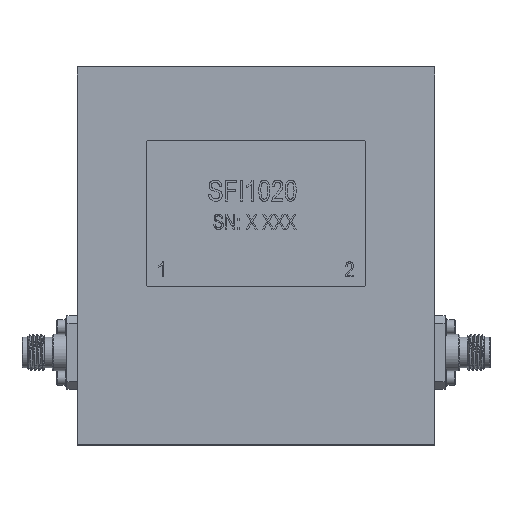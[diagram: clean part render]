
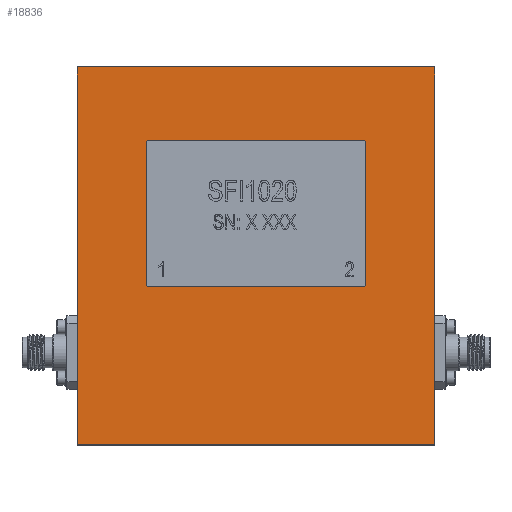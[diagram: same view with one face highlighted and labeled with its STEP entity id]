
A CAD part, top view. The second image highlights one B-rep face of the part: STEP entity #18836.
In plain terms, the highlighted planar face has unit normal (0, 0, 1).
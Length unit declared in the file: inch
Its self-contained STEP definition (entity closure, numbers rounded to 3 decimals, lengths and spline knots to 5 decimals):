
#335 = CIRCLE ( 'NONE', #3909, 0.02 ) ;
#1028 = CARTESIAN_POINT ( 'NONE',  ( 0.73, -0.19063, 0.57087 ) ) ;
#1677 = VECTOR ( 'NONE', #7054, 39.37008 ) ;
#1840 = DIRECTION ( 'NONE',  ( -1., 0., 0. ) ) ;
#2331 = CARTESIAN_POINT ( 'NONE',  ( 0.73, 0.76937, 0.57087 ) ) ;
#2353 = CARTESIAN_POINT ( 'NONE',  ( -0.75, 0.76937, 0.57087 ) ) ;
#2437 = CARTESIAN_POINT ( 'NONE',  ( -0.73, -0.21063, 0.57087 ) ) ;
#2599 = VERTEX_POINT ( 'NONE', #23783 ) ;
#2693 = EDGE_CURVE ( 'NONE', #21198, #2599, #4189, .T. ) ;
#2764 = AXIS2_PLACEMENT_3D ( 'NONE', #24837, #6076, #12380 ) ;
#2932 = DIRECTION ( 'NONE',  ( 0., -1., 0. ) ) ;
#3124 = VECTOR ( 'NONE', #15441, 39.37008 ) ;
#3722 = CIRCLE ( 'NONE', #2764, 0.02 ) ;
#3801 = EDGE_CURVE ( 'NONE', #2599, #18931, #4885, .T. ) ;
#3909 = AXIS2_PLACEMENT_3D ( 'NONE', #1028, #18368, #5501 ) ;
#4102 = CARTESIAN_POINT ( 'NONE',  ( 0., 0., 0.57087 ) ) ;
#4189 = LINE ( 'NONE', #25586, #5669 ) ;
#4363 = VERTEX_POINT ( 'NONE', #12653 ) ;
#4593 = CARTESIAN_POINT ( 'NONE',  ( -0.75, 0.76937, 0.57087 ) ) ;
#4721 = EDGE_LOOP ( 'NONE', ( #22591, #15486, #9980, #6411, #19792, #20721, #22189, #24117 ) ) ;
#4830 = CARTESIAN_POINT ( 'NONE',  ( 1.22047, -1.28937, 0.57087 ) ) ;
#4885 = LINE ( 'NONE', #11031, #13491 ) ;
#5501 = DIRECTION ( 'NONE',  ( -1., 0., 0. ) ) ;
#5569 = EDGE_CURVE ( 'NONE', #10368, #13532, #10676, .T. ) ;
#5669 = VECTOR ( 'NONE', #21251, 39.37008 ) ;
#5710 = VERTEX_POINT ( 'NONE', #27309 ) ;
#5905 = EDGE_CURVE ( 'NONE', #22930, #23592, #24192, .T. ) ;
#6076 = DIRECTION ( 'NONE',  ( 0., 0., 1. ) ) ;
#6113 = CIRCLE ( 'NONE', #20884, 0.02 ) ;
#6192 = EDGE_CURVE ( 'NONE', #13532, #22878, #24164, .T. ) ;
#6411 = ORIENTED_EDGE ( 'NONE', *, *, #6730, .F. ) ;
#6551 = DIRECTION ( 'NONE',  ( 0., 1., 0. ) ) ;
#6730 = EDGE_CURVE ( 'NONE', #5710, #8901, #6901, .T. ) ;
#6901 = LINE ( 'NONE', #2437, #3124 ) ;
#7054 = DIRECTION ( 'NONE',  ( 0., 1., 0. ) ) ;
#7241 = CARTESIAN_POINT ( 'NONE',  ( 0.75, -0.19063, 0.57087 ) ) ;
#8009 = AXIS2_PLACEMENT_3D ( 'NONE', #4102, #16436, #18794 ) ;
#8323 = DIRECTION ( 'NONE',  ( -1., 0., 0. ) ) ;
#8836 = LINE ( 'NONE', #17935, #24651 ) ;
#8901 = VERTEX_POINT ( 'NONE', #16742 ) ;
#9015 = EDGE_CURVE ( 'NONE', #23592, #10368, #6113, .T. ) ;
#9980 = ORIENTED_EDGE ( 'NONE', *, *, #26391, .F. ) ;
#10088 = DIRECTION ( 'NONE',  ( 0., 0., 1. ) ) ;
#10110 = EDGE_LOOP ( 'NONE', ( #20579, #11278, #26043, #22168 ) ) ;
#10368 = VERTEX_POINT ( 'NONE', #24654 ) ;
#10676 = LINE ( 'NONE', #12254, #15216 ) ;
#10981 = DIRECTION ( 'NONE',  ( 0., 0., 1. ) ) ;
#11031 = CARTESIAN_POINT ( 'NONE',  ( -1.22047, -1.28937, 0.57087 ) ) ;
#11278 = ORIENTED_EDGE ( 'NONE', *, *, #2693, .T. ) ;
#12233 = FACE_OUTER_BOUND ( 'NONE', #10110, .T. ) ;
#12254 = CARTESIAN_POINT ( 'NONE',  ( -0.73, 0.78937, 0.57087 ) ) ;
#12380 = DIRECTION ( 'NONE',  ( -1., 0., 0. ) ) ;
#12632 = FACE_BOUND ( 'NONE', #4721, .T. ) ;
#12653 = CARTESIAN_POINT ( 'NONE',  ( -0.75, -0.19063, 0.57087 ) ) ;
#12884 = EDGE_CURVE ( 'NONE', #22878, #4363, #22838, .T. ) ;
#13441 = VECTOR ( 'NONE', #6551, 39.37008 ) ;
#13491 = VECTOR ( 'NONE', #2932, 39.37008 ) ;
#13497 = EDGE_CURVE ( 'NONE', #18931, #25834, #8836, .T. ) ;
#13532 = VERTEX_POINT ( 'NONE', #19482 ) ;
#13695 = CARTESIAN_POINT ( 'NONE',  ( 1.22047, 1.28937, 0.57087 ) ) ;
#15216 = VECTOR ( 'NONE', #16986, 39.37008 ) ;
#15441 = DIRECTION ( 'NONE',  ( 1., 0., 0. ) ) ;
#15486 = ORIENTED_EDGE ( 'NONE', *, *, #5905, .F. ) ;
#15600 = LINE ( 'NONE', #24132, #1677 ) ;
#16436 = DIRECTION ( 'NONE',  ( 0., 0., -1. ) ) ;
#16742 = CARTESIAN_POINT ( 'NONE',  ( 0.73, -0.21063, 0.57087 ) ) ;
#16826 = CARTESIAN_POINT ( 'NONE',  ( 0.75, 0.76937, 0.57087 ) ) ;
#16986 = DIRECTION ( 'NONE',  ( -1., 0., 0. ) ) ;
#17194 = CARTESIAN_POINT ( 'NONE',  ( 0.75, 0.76937, 0.57087 ) ) ;
#17935 = CARTESIAN_POINT ( 'NONE',  ( -1.22047, -1.28937, 0.57087 ) ) ;
#18368 = DIRECTION ( 'NONE',  ( 0., 0., 1. ) ) ;
#18794 = DIRECTION ( 'NONE',  ( 0., -1., 0. ) ) ;
#18836 = ADVANCED_FACE ( 'NONE', ( #12233, #12632 ), #27452, .F. ) ;
#18931 = VERTEX_POINT ( 'NONE', #20807 ) ;
#19482 = CARTESIAN_POINT ( 'NONE',  ( -0.73, 0.78937, 0.57087 ) ) ;
#19568 = DIRECTION ( 'NONE',  ( 0., -1., 0. ) ) ;
#19792 = ORIENTED_EDGE ( 'NONE', *, *, #22139, .F. ) ;
#20579 = ORIENTED_EDGE ( 'NONE', *, *, #23340, .T. ) ;
#20721 = ORIENTED_EDGE ( 'NONE', *, *, #12884, .F. ) ;
#20807 = CARTESIAN_POINT ( 'NONE',  ( -1.22047, -1.28937, 0.57087 ) ) ;
#20884 = AXIS2_PLACEMENT_3D ( 'NONE', #2331, #10981, #8323 ) ;
#21198 = VERTEX_POINT ( 'NONE', #13695 ) ;
#21251 = DIRECTION ( 'NONE',  ( -1., 0., 0. ) ) ;
#21580 = DIRECTION ( 'NONE',  ( 1., 0., 0. ) ) ;
#22139 = EDGE_CURVE ( 'NONE', #4363, #5710, #3722, .T. ) ;
#22168 = ORIENTED_EDGE ( 'NONE', *, *, #13497, .T. ) ;
#22189 = ORIENTED_EDGE ( 'NONE', *, *, #6192, .F. ) ;
#22591 = ORIENTED_EDGE ( 'NONE', *, *, #9015, .F. ) ;
#22838 = LINE ( 'NONE', #4593, #26001 ) ;
#22878 = VERTEX_POINT ( 'NONE', #2353 ) ;
#22930 = VERTEX_POINT ( 'NONE', #7241 ) ;
#23340 = EDGE_CURVE ( 'NONE', #25834, #21198, #15600, .T. ) ;
#23592 = VERTEX_POINT ( 'NONE', #16826 ) ;
#23783 = CARTESIAN_POINT ( 'NONE',  ( -1.22047, 1.28937, 0.57087 ) ) ;
#24117 = ORIENTED_EDGE ( 'NONE', *, *, #5569, .F. ) ;
#24132 = CARTESIAN_POINT ( 'NONE',  ( 1.22047, -1.28937, 0.57087 ) ) ;
#24164 = CIRCLE ( 'NONE', #24611, 0.02 ) ;
#24192 = LINE ( 'NONE', #17194, #13441 ) ;
#24611 = AXIS2_PLACEMENT_3D ( 'NONE', #24928, #10088, #1840 ) ;
#24651 = VECTOR ( 'NONE', #21580, 39.37008 ) ;
#24654 = CARTESIAN_POINT ( 'NONE',  ( 0.73, 0.78937, 0.57087 ) ) ;
#24837 = CARTESIAN_POINT ( 'NONE',  ( -0.73, -0.19063, 0.57087 ) ) ;
#24928 = CARTESIAN_POINT ( 'NONE',  ( -0.73, 0.76937, 0.57087 ) ) ;
#25586 = CARTESIAN_POINT ( 'NONE',  ( -1.22047, 1.28937, 0.57087 ) ) ;
#25834 = VERTEX_POINT ( 'NONE', #4830 ) ;
#26001 = VECTOR ( 'NONE', #19568, 39.37008 ) ;
#26043 = ORIENTED_EDGE ( 'NONE', *, *, #3801, .T. ) ;
#26391 = EDGE_CURVE ( 'NONE', #8901, #22930, #335, .T. ) ;
#27309 = CARTESIAN_POINT ( 'NONE',  ( -0.73, -0.21063, 0.57087 ) ) ;
#27452 = PLANE ( 'NONE',  #8009 ) ;
